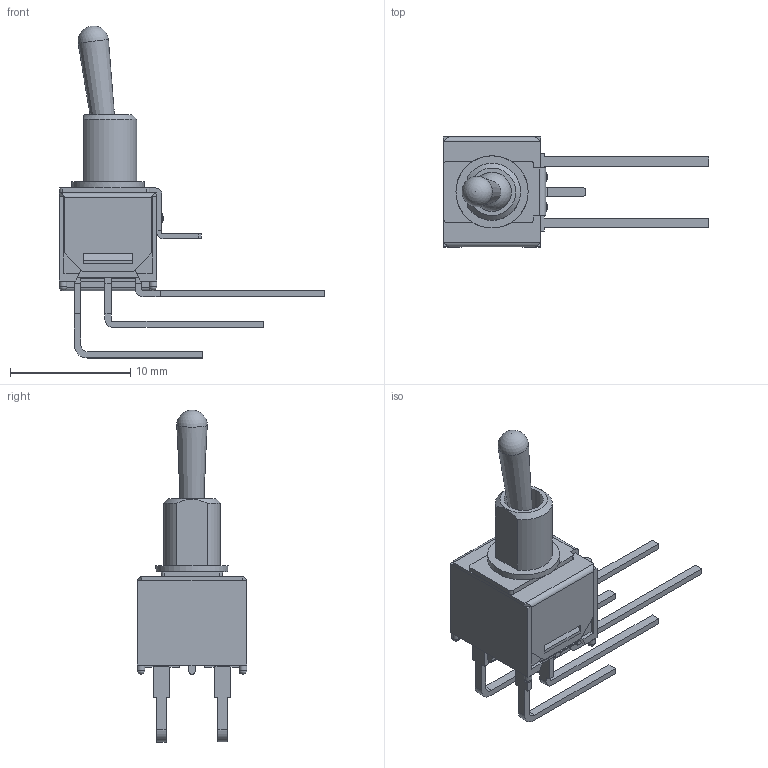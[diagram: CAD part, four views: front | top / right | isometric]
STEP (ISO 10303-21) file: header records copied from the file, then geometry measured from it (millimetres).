
FILE_DESCRIPTION(/* description */ (''),/* implementation_level */ '2;1');
FILE_NAME(/* name */ '200MDPxT3B2M7xE.stp',/* time_stamp */ '2026-01-21T16:14:56-06:00',/* author */ ('jmeyers'),/* organization */ (''),/* preprocessor_version */ 'ST-DEVELOPER v18.1',/* originating_system */ 'Autodesk Inventor 2022',/* authorisation */ '');
FILE_SCHEMA (('AUTOMOTIVE_DESIGN { 1 0 10303 214 3 1 1 }'));
Length unit declared in the file: inch
Products named in the file (1): Part11
Bounding box: 22.1 x 9.14 x 27.62 mm (x, y, z)
Volume: 394.6 mm3; surface area: 1432.2 mm2
Topology: 2 solids, 3 shells, 311 faces, 887 edges, 579 vertices
Faces by surface type: plane 228, cylinder 46, bspline 26, sphere 7, cone 4
Full cylindrical faces by diameter (mm): 0.65 x4, 3.25 x2, 6 x1
Entity records: 10736 total; most frequent: CARTESIAN_POINT 2732, ORIENTED_EDGE 1762, DIRECTION 1492, EDGE_CURVE 881, LINE 696, VECTOR 696, VERTEX_POINT 579, AXIS2_PLACEMENT_3D 398
